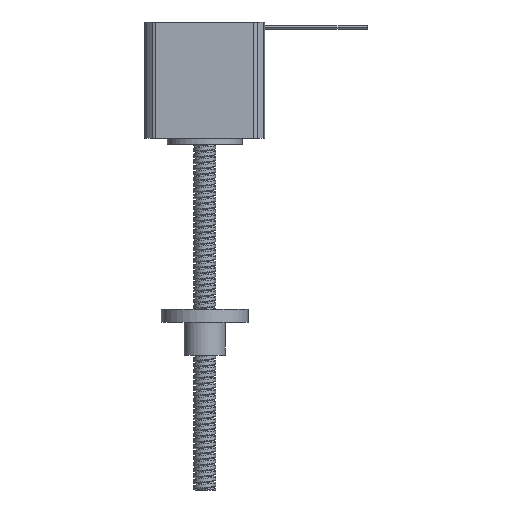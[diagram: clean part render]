
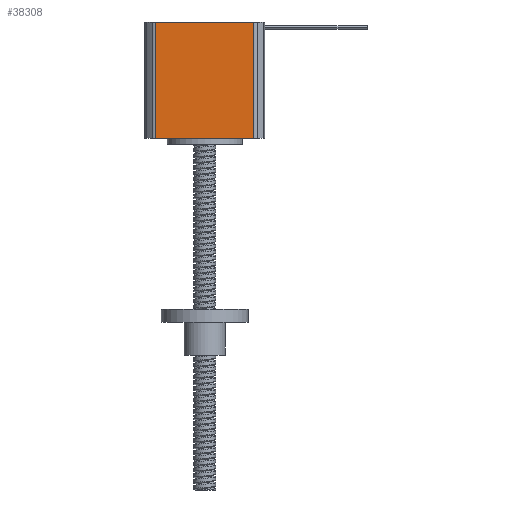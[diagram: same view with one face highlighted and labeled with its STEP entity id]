
A CAD part, front view. The second image highlights one B-rep face of the part: STEP entity #38308.
In plain terms, the highlighted planar face has unit normal (0, -1, 0).
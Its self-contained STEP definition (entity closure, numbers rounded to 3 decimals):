
#21365 = PLANE('',#21366);
#21366 = AXIS2_PLACEMENT_3D('',#21367,#21368,#21369);
#21367 = CARTESIAN_POINT('',(0.,0.,35.8));
#21368 = DIRECTION('',(0.,0.,1.));
#21369 = DIRECTION('',(1.,0.,0.));
#22509 = PLANE('',#22510);
#22510 = AXIS2_PLACEMENT_3D('',#22511,#22512,#22513);
#22511 = CARTESIAN_POINT('',(0.,0.,1.8));
#22512 = DIRECTION('',(0.,0.,1.));
#22513 = DIRECTION('',(1.,0.,0.));
#37902 = VERTEX_POINT('',#37903);
#37903 = CARTESIAN_POINT('',(14.361,-17.5,1.8));
#37918 = CYLINDRICAL_SURFACE('',#37919,1.5);
#37919 = AXIS2_PLACEMENT_3D('',#37920,#37921,#37922);
#37920 = CARTESIAN_POINT('',(14.361,-16.,35.8));
#37921 = DIRECTION('',(0.,0.,-1.));
#37922 = DIRECTION('',(-1.,0.,0.));
#37952 = EDGE_CURVE('',#37953,#37902,#37955,.T.);
#37953 = VERTEX_POINT('',#37954);
#37954 = CARTESIAN_POINT('',(-14.361,-17.5,1.8));
#37955 = SURFACE_CURVE('',#37956,(#37960,#37967),.PCURVE_S1.);
#37956 = LINE('',#37957,#37958);
#37957 = CARTESIAN_POINT('',(-14.361,-17.5,1.8));
#37958 = VECTOR('',#37959,1.);
#37959 = DIRECTION('',(1.,0.,0.));
#37960 = PCURVE('',#22509,#37961);
#37961 = DEFINITIONAL_REPRESENTATION('',(#37962),#37966);
#37962 = LINE('',#37963,#37964);
#37963 = CARTESIAN_POINT('',(-14.361,-17.5));
#37964 = VECTOR('',#37965,1.);
#37965 = DIRECTION('',(1.,0.));
#37966 = ( GEOMETRIC_REPRESENTATION_CONTEXT(2) 
PARAMETRIC_REPRESENTATION_CONTEXT() REPRESENTATION_CONTEXT('2D SPACE',''
  ) );
#37967 = PCURVE('',#37968,#37973);
#37968 = PLANE('',#37969);
#37969 = AXIS2_PLACEMENT_3D('',#37970,#37971,#37972);
#37970 = CARTESIAN_POINT('',(-14.361,-17.5,35.8));
#37971 = DIRECTION('',(0.,1.,0.));
#37972 = DIRECTION('',(0.,0.,1.));
#37973 = DEFINITIONAL_REPRESENTATION('',(#37974),#37978);
#37974 = LINE('',#37975,#37976);
#37975 = CARTESIAN_POINT('',(-34.,0.));
#37976 = VECTOR('',#37977,1.);
#37977 = DIRECTION('',(0.,1.));
#37978 = ( GEOMETRIC_REPRESENTATION_CONTEXT(2) 
PARAMETRIC_REPRESENTATION_CONTEXT() REPRESENTATION_CONTEXT('2D SPACE',''
  ) );
#37995 = CYLINDRICAL_SURFACE('',#37996,1.5);
#37996 = AXIS2_PLACEMENT_3D('',#37997,#37998,#37999);
#37997 = CARTESIAN_POINT('',(-14.361,-16.,35.8));
#37998 = DIRECTION('',(0.,0.,-1.));
#37999 = DIRECTION('',(-1.,0.,0.));
#38219 = EDGE_CURVE('',#38220,#37953,#38222,.T.);
#38220 = VERTEX_POINT('',#38221);
#38221 = CARTESIAN_POINT('',(-14.361,-17.5,35.8));
#38222 = SURFACE_CURVE('',#38223,(#38227,#38256),.PCURVE_S1.);
#38223 = LINE('',#38224,#38225);
#38224 = CARTESIAN_POINT('',(-14.361,-17.5,35.8));
#38225 = VECTOR('',#38226,1.);
#38226 = DIRECTION('',(0.,0.,-1.));
#38227 = PCURVE('',#37995,#38228);
#38228 = DEFINITIONAL_REPRESENTATION('',(#38229),#38255);
#38229 = B_SPLINE_CURVE_WITH_KNOTS('',3,(#38230,#38231,#38232,#38233,
    #38234,#38235,#38236,#38237,#38238,#38239,#38240,#38241,#38242,
    #38243,#38244,#38245,#38246,#38247,#38248,#38249,#38250,#38251,
    #38252,#38253,#38254),.UNSPECIFIED.,.F.,.F.,(4,1,1,1,1,1,1,1,1,1,1,1
    ,1,1,1,1,1,1,1,1,1,1,4),(0.,1.545,3.091,
    4.636,6.182,7.727,9.273,
    10.818,12.364,13.909,15.455,17.,
    18.545,20.091,21.636,23.182,
    24.727,26.273,27.818,29.364,
    30.909,32.455,34.),.QUASI_UNIFORM_KNOTS.);
#38230 = CARTESIAN_POINT('',(4.712,0.));
#38231 = CARTESIAN_POINT('',(4.712,0.515));
#38232 = CARTESIAN_POINT('',(4.712,1.545));
#38233 = CARTESIAN_POINT('',(4.712,3.091));
#38234 = CARTESIAN_POINT('',(4.712,4.636));
#38235 = CARTESIAN_POINT('',(4.712,6.182));
#38236 = CARTESIAN_POINT('',(4.712,7.727));
#38237 = CARTESIAN_POINT('',(4.712,9.273));
#38238 = CARTESIAN_POINT('',(4.712,10.818));
#38239 = CARTESIAN_POINT('',(4.712,12.364));
#38240 = CARTESIAN_POINT('',(4.712,13.909));
#38241 = CARTESIAN_POINT('',(4.712,15.455));
#38242 = CARTESIAN_POINT('',(4.712,17.));
#38243 = CARTESIAN_POINT('',(4.712,18.545));
#38244 = CARTESIAN_POINT('',(4.712,20.091));
#38245 = CARTESIAN_POINT('',(4.712,21.636));
#38246 = CARTESIAN_POINT('',(4.712,23.182));
#38247 = CARTESIAN_POINT('',(4.712,24.727));
#38248 = CARTESIAN_POINT('',(4.712,26.273));
#38249 = CARTESIAN_POINT('',(4.712,27.818));
#38250 = CARTESIAN_POINT('',(4.712,29.364));
#38251 = CARTESIAN_POINT('',(4.712,30.909));
#38252 = CARTESIAN_POINT('',(4.712,32.455));
#38253 = CARTESIAN_POINT('',(4.712,33.485));
#38254 = CARTESIAN_POINT('',(4.712,34.));
#38255 = ( GEOMETRIC_REPRESENTATION_CONTEXT(2) 
PARAMETRIC_REPRESENTATION_CONTEXT() REPRESENTATION_CONTEXT('2D SPACE',''
  ) );
#38256 = PCURVE('',#37968,#38257);
#38257 = DEFINITIONAL_REPRESENTATION('',(#38258),#38262);
#38258 = LINE('',#38259,#38260);
#38259 = CARTESIAN_POINT('',(0.,0.));
#38260 = VECTOR('',#38261,1.);
#38261 = DIRECTION('',(-1.,0.));
#38262 = ( GEOMETRIC_REPRESENTATION_CONTEXT(2) 
PARAMETRIC_REPRESENTATION_CONTEXT() REPRESENTATION_CONTEXT('2D SPACE',''
  ) );
#38308 = ADVANCED_FACE('',(#38309),#37968,.F.);
#38309 = FACE_BOUND('',#38310,.T.);
#38310 = EDGE_LOOP('',(#38311,#38312,#38357,#38378));
#38311 = ORIENTED_EDGE('',*,*,#37952,.T.);
#38312 = ORIENTED_EDGE('',*,*,#38313,.F.);
#38313 = EDGE_CURVE('',#38314,#37902,#38316,.T.);
#38314 = VERTEX_POINT('',#38315);
#38315 = CARTESIAN_POINT('',(14.361,-17.5,35.8));
#38316 = SURFACE_CURVE('',#38317,(#38321,#38328),.PCURVE_S1.);
#38317 = LINE('',#38318,#38319);
#38318 = CARTESIAN_POINT('',(14.361,-17.5,35.8));
#38319 = VECTOR('',#38320,1.);
#38320 = DIRECTION('',(0.,0.,-1.));
#38321 = PCURVE('',#37968,#38322);
#38322 = DEFINITIONAL_REPRESENTATION('',(#38323),#38327);
#38323 = LINE('',#38324,#38325);
#38324 = CARTESIAN_POINT('',(0.,28.723));
#38325 = VECTOR('',#38326,1.);
#38326 = DIRECTION('',(-1.,0.));
#38327 = ( GEOMETRIC_REPRESENTATION_CONTEXT(2) 
PARAMETRIC_REPRESENTATION_CONTEXT() REPRESENTATION_CONTEXT('2D SPACE',''
  ) );
#38328 = PCURVE('',#37918,#38329);
#38329 = DEFINITIONAL_REPRESENTATION('',(#38330),#38356);
#38330 = B_SPLINE_CURVE_WITH_KNOTS('',3,(#38331,#38332,#38333,#38334,
    #38335,#38336,#38337,#38338,#38339,#38340,#38341,#38342,#38343,
    #38344,#38345,#38346,#38347,#38348,#38349,#38350,#38351,#38352,
    #38353,#38354,#38355),.UNSPECIFIED.,.F.,.F.,(4,1,1,1,1,1,1,1,1,1,1,1
    ,1,1,1,1,1,1,1,1,1,1,4),(0.,1.545,3.091,
    4.636,6.182,7.727,9.273,
    10.818,12.364,13.909,15.455,17.,
    18.545,20.091,21.636,23.182,
    24.727,26.273,27.818,29.364,
    30.909,32.455,34.),.QUASI_UNIFORM_KNOTS.);
#38331 = CARTESIAN_POINT('',(4.712,0.));
#38332 = CARTESIAN_POINT('',(4.712,0.515));
#38333 = CARTESIAN_POINT('',(4.712,1.545));
#38334 = CARTESIAN_POINT('',(4.712,3.091));
#38335 = CARTESIAN_POINT('',(4.712,4.636));
#38336 = CARTESIAN_POINT('',(4.712,6.182));
#38337 = CARTESIAN_POINT('',(4.712,7.727));
#38338 = CARTESIAN_POINT('',(4.712,9.273));
#38339 = CARTESIAN_POINT('',(4.712,10.818));
#38340 = CARTESIAN_POINT('',(4.712,12.364));
#38341 = CARTESIAN_POINT('',(4.712,13.909));
#38342 = CARTESIAN_POINT('',(4.712,15.455));
#38343 = CARTESIAN_POINT('',(4.712,17.));
#38344 = CARTESIAN_POINT('',(4.712,18.545));
#38345 = CARTESIAN_POINT('',(4.712,20.091));
#38346 = CARTESIAN_POINT('',(4.712,21.636));
#38347 = CARTESIAN_POINT('',(4.712,23.182));
#38348 = CARTESIAN_POINT('',(4.712,24.727));
#38349 = CARTESIAN_POINT('',(4.712,26.273));
#38350 = CARTESIAN_POINT('',(4.712,27.818));
#38351 = CARTESIAN_POINT('',(4.712,29.364));
#38352 = CARTESIAN_POINT('',(4.712,30.909));
#38353 = CARTESIAN_POINT('',(4.712,32.455));
#38354 = CARTESIAN_POINT('',(4.712,33.485));
#38355 = CARTESIAN_POINT('',(4.712,34.));
#38356 = ( GEOMETRIC_REPRESENTATION_CONTEXT(2) 
PARAMETRIC_REPRESENTATION_CONTEXT() REPRESENTATION_CONTEXT('2D SPACE',''
  ) );
#38357 = ORIENTED_EDGE('',*,*,#38358,.F.);
#38358 = EDGE_CURVE('',#38220,#38314,#38359,.T.);
#38359 = SURFACE_CURVE('',#38360,(#38364,#38371),.PCURVE_S1.);
#38360 = LINE('',#38361,#38362);
#38361 = CARTESIAN_POINT('',(-14.361,-17.5,35.8));
#38362 = VECTOR('',#38363,1.);
#38363 = DIRECTION('',(1.,0.,0.));
#38364 = PCURVE('',#37968,#38365);
#38365 = DEFINITIONAL_REPRESENTATION('',(#38366),#38370);
#38366 = LINE('',#38367,#38368);
#38367 = CARTESIAN_POINT('',(0.,0.));
#38368 = VECTOR('',#38369,1.);
#38369 = DIRECTION('',(0.,1.));
#38370 = ( GEOMETRIC_REPRESENTATION_CONTEXT(2) 
PARAMETRIC_REPRESENTATION_CONTEXT() REPRESENTATION_CONTEXT('2D SPACE',''
  ) );
#38371 = PCURVE('',#21365,#38372);
#38372 = DEFINITIONAL_REPRESENTATION('',(#38373),#38377);
#38373 = LINE('',#38374,#38375);
#38374 = CARTESIAN_POINT('',(-14.361,-17.5));
#38375 = VECTOR('',#38376,1.);
#38376 = DIRECTION('',(1.,0.));
#38377 = ( GEOMETRIC_REPRESENTATION_CONTEXT(2) 
PARAMETRIC_REPRESENTATION_CONTEXT() REPRESENTATION_CONTEXT('2D SPACE',''
  ) );
#38378 = ORIENTED_EDGE('',*,*,#38219,.T.);
